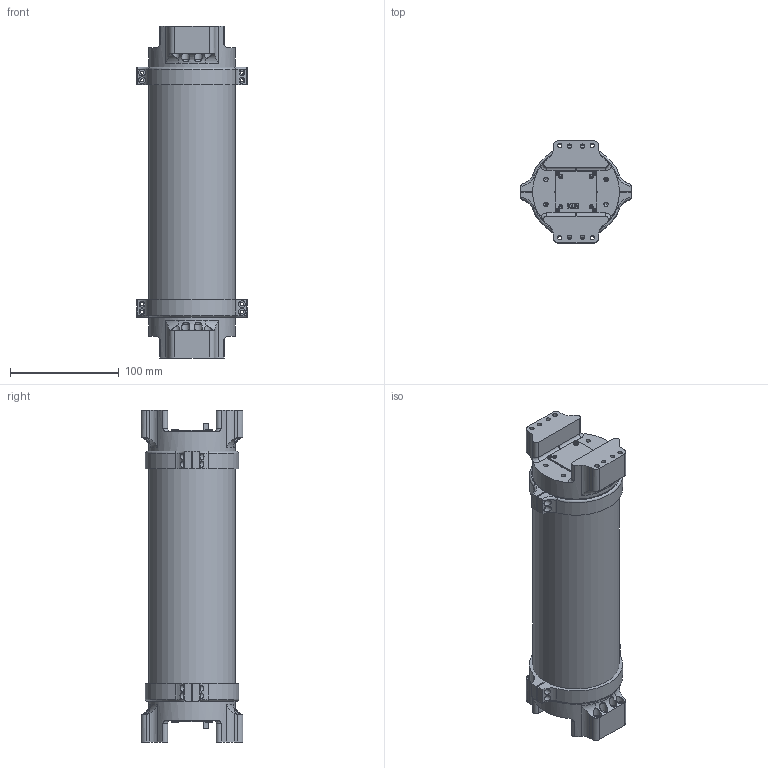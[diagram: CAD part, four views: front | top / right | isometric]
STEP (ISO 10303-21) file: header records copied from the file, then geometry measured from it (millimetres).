
FILE_DESCRIPTION(/* description */ (''),/* implementation_level */ '2;1');
FILE_NAME(/* name */ 'TacLINK_version1.stp',/* time_stamp */ '2021-04-04T11:36:11+09:00',/* author */ ('Lac Duong'),/* organization */ (''),/* preprocessor_version */ 'ST-DEVELOPER v17',/* originating_system */ 'Autodesk Inventor 2019',/* authorisation */ '');
FILE_SCHEMA (('AUTOMOTIVE_DESIGN { 1 0 10303 214 3 1 1 }'));
Length unit declared in the file: millimetre
Products named in the file (8): Link; Joint; NutJoint; Omnivision OV2710; LED 5mm white TH.stp; SoftLink1; Tube; Clamp
Assembly tree (26 placements, depth 3):
  Link
    Joint  x2
      NutJoint
      Omnivision OV2710
      LED 5mm white TH.stp
    SoftLink1
    Tube
    Clamp  x4
Bounding box: 102 x 94 x 306 mm (x, y, z)
Volume: 572534.5 mm3; surface area: 278806.5 mm2
Topology: 52 solids, 52 shells, 2120 faces, 6286 edges, 4350 vertices
Faces by surface type: plane 896, cylinder 760, sphere 344, cone 56, torus 46, bspline 18
Full cylindrical faces by diameter (mm): 1.5 x56, 2 x8, 2.5 x2, 2.8 x240, 3 x16, 3.1 x16, 4 x24, 4.9 x32, 5 x16, 5.5 x8, 6.3 x8, 7.5 x16, 8.784 x2, 12.5 x2, 14 x4, 29 x1, 32 x1, 34 x2, 40 x2, 52 x2, 73 x3, 80 x3
Entity records: 46241 total; most frequent: CARTESIAN_POINT 16662, ORIENTED_EDGE 6112, DIRECTION 6099, EDGE_CURVE 3056, AXIS2_PLACEMENT_3D 2609, VERTEX_POINT 2351, CIRCLE 1584, EDGE_LOOP 1335
